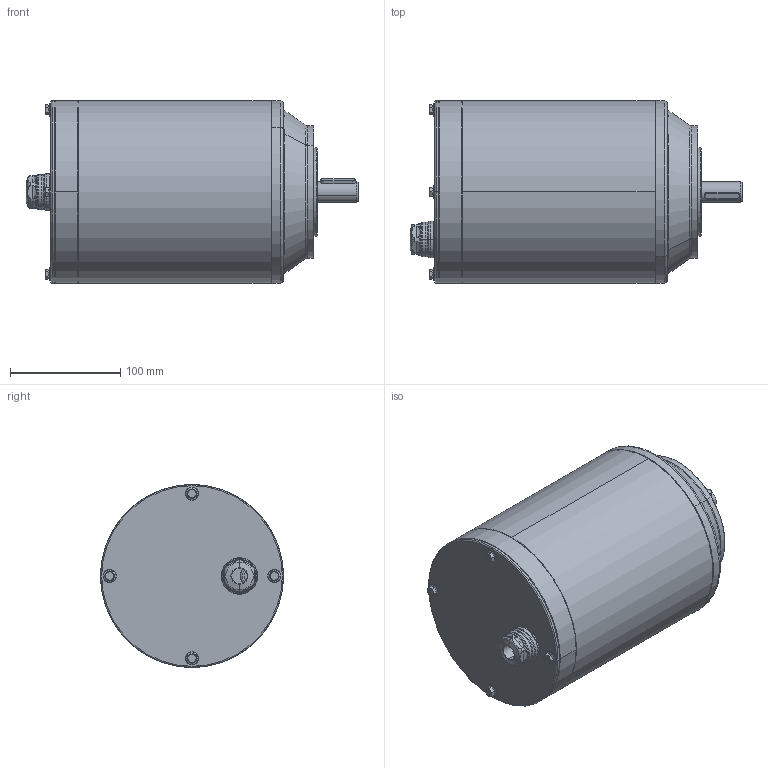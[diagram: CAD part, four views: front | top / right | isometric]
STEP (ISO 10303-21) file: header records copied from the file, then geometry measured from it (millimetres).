
FILE_DESCRIPTION(('STEP AP203'),'1');
FILE_NAME('80A4 B14.stp','2016-11-02T02:53:41',(' '),(' '),'Spatial InterOp 3D',' ',' ');
FILE_SCHEMA(('CONFIG_CONTROL_DESIGN'));
Length unit declared in the file: millimetre
Products named in the file (7): 80A4 B14; NAUO1
Assembly tree (6 placements, depth 2):
  80A4 B14
    NAUO1
    NAUO1
    NAUO1
    NAUO1
    NAUO1
    NAUO1
Bounding box: 300.6 x 165.6 x 165.6 mm (x, y, z)
Volume: 4349568.5 mm3; surface area: 284920.7 mm2
Topology: 6 solids, 51 shells, 869 faces, 2012 edges, 1200 vertices
Faces by surface type: cylinder 275, cone 257, plane 142, torus 128, bspline 59, sphere 8
Entity records: 28695 total; most frequent: CARTESIAN_POINT 8592, DIRECTION 4437, ORIENTED_EDGE 3972, EDGE_CURVE 1986, AXIS2_PLACEMENT_3D 1906, VERTEX_POINT 1200, CIRCLE 1089, EDGE_LOOP 948
